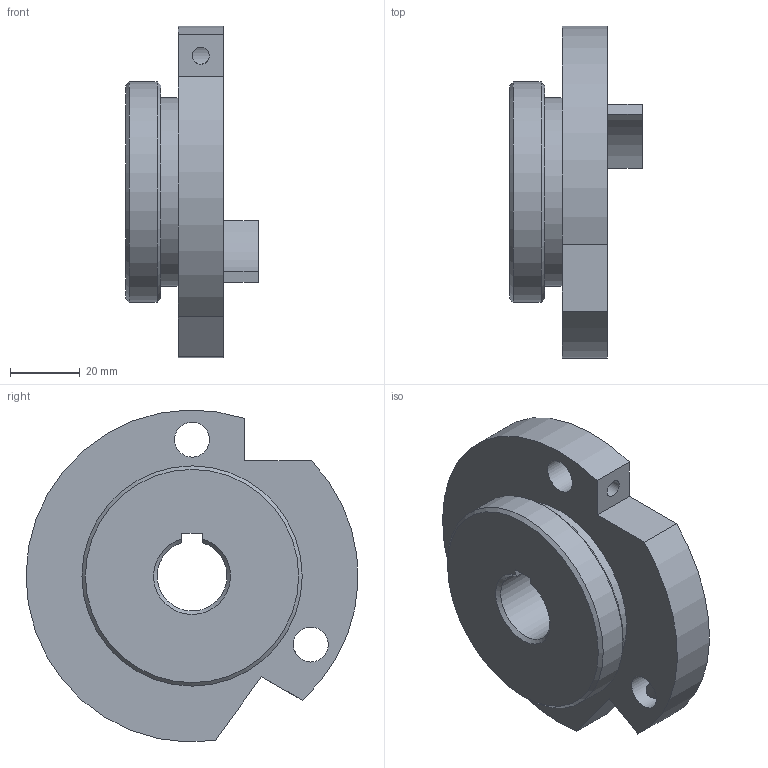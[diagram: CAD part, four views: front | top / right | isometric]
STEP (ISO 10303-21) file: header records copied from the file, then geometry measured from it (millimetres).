
FILE_DESCRIPTION(/* description */ (''),/* implementation_level */ '2;1');
FILE_NAME(/* name */ 'Part 032.stp',/* time_stamp */ '2015-02-21T09:25:04+02:00',/* author */ ('SFC'),/* organization */ (''),/* preprocessor_version */ 'ST-DEVELOPER v15.2',/* originating_system */ 'Autodesk Inventor 2014',/* authorisation */ '');
FILE_SCHEMA (('AUTOMOTIVE_DESIGN { 1 0 10303 214 3 1 1 }'));
Length unit declared in the file: millimetre
Products named in the file (1): Part 032
Bounding box: 38 x 94.96 x 94.97 mm (x, y, z)
Volume: 118245.5 mm3; surface area: 24413.4 mm2
Topology: 1 solids, 1 shells, 31 faces, 77 edges, 52 vertices
Faces by surface type: plane 15, cylinder 12, cone 4
Full cylindrical faces by diameter (mm): 4.917 x2, 10 x2, 28 x1, 54 x1, 63 x1
Entity records: 981 total; most frequent: CARTESIAN_POINT 218, DIRECTION 148, ORIENTED_EDGE 128, EDGE_CURVE 64, AXIS2_PLACEMENT_3D 58, EDGE_LOOP 54, VERTEX_POINT 48, LINE 32
